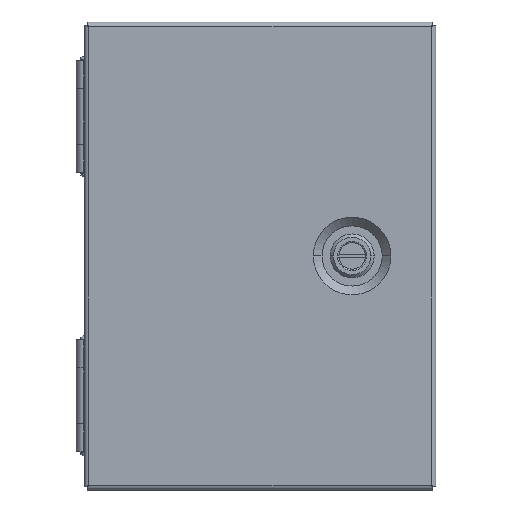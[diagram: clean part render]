
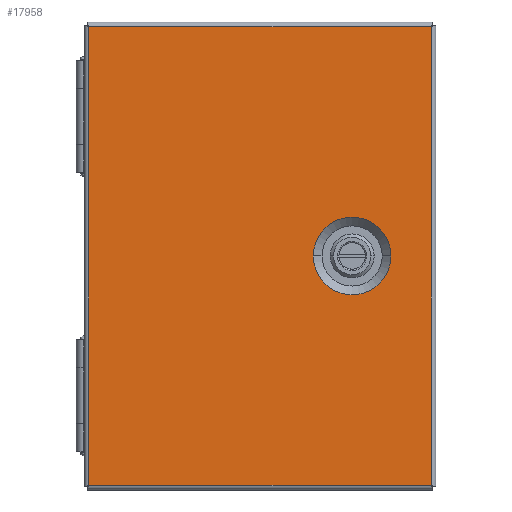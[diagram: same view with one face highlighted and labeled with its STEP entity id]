
A CAD part, top view. The second image highlights one B-rep face of the part: STEP entity #17958.
In plain terms, the highlighted planar face has unit normal (0, 0, 1).
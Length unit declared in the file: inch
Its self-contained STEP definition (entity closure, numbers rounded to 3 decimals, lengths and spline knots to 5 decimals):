
#21 = FACE_BOUND ( 'NONE', #16834, .T. ) ;
#2891 = CARTESIAN_POINT ( 'NONE',  ( 0.93361, 0.0005, 4.118 ) ) ;
#2991 = AXIS2_PLACEMENT_3D ( 'NONE', #17242, #12503, #18808 ) ;
#3099 = VERTEX_POINT ( 'NONE', #8716 ) ;
#4247 = CIRCLE ( 'NONE', #8870, 0.69489 ) ;
#4502 = CARTESIAN_POINT ( 'NONE',  ( 3.0425, -4.1035, 4.118 ) ) ;
#4629 = AXIS2_PLACEMENT_3D ( 'NONE', #12811, #12613, #4954 ) ;
#4638 = CARTESIAN_POINT ( 'NONE',  ( 1.6285, 0.0005, 4.118 ) ) ;
#4954 = DIRECTION ( 'NONE',  ( 1., 0., 0. ) ) ;
#5238 = CARTESIAN_POINT ( 'NONE',  ( 2.32339, 0.0005, 4.118 ) ) ;
#5883 = CARTESIAN_POINT ( 'NONE',  ( -3.0855, -4.1035, 4.118 ) ) ;
#6552 = VERTEX_POINT ( 'NONE', #5883 ) ;
#6913 = CARTESIAN_POINT ( 'NONE',  ( 3.0425, -4.1035, 4.118 ) ) ;
#7614 = ORIENTED_EDGE ( 'NONE', *, *, #15700, .T. ) ;
#8017 = EDGE_LOOP ( 'NONE', ( #12789, #13546, #16879, #16923 ) ) ;
#8040 = LINE ( 'NONE', #9385, #20075 ) ;
#8227 = LINE ( 'NONE', #16076, #18917 ) ;
#8516 = VECTOR ( 'NONE', #19415, 39.37008 ) ;
#8530 = ORIENTED_EDGE ( 'NONE', *, *, #17870, .T. ) ;
#8716 = CARTESIAN_POINT ( 'NONE',  ( -3.0855, 4.1045, 4.118 ) ) ;
#8870 = AXIS2_PLACEMENT_3D ( 'NONE', #4638, #10946, #12706 ) ;
#8966 = VERTEX_POINT ( 'NONE', #5238 ) ;
#9385 = CARTESIAN_POINT ( 'NONE',  ( 3.0425, -4.1035, 4.118 ) ) ;
#9484 = DIRECTION ( 'NONE',  ( 0., 1., 0. ) ) ;
#9854 = CARTESIAN_POINT ( 'NONE',  ( 3.0425, 4.1045, 4.118 ) ) ;
#9966 = LINE ( 'NONE', #9854, #12030 ) ;
#10946 = DIRECTION ( 'NONE',  ( 0., 0., -1. ) ) ;
#11588 = EDGE_CURVE ( 'NONE', #17227, #14641, #8040, .T. ) ;
#12030 = VECTOR ( 'NONE', #19361, 39.37008 ) ;
#12503 = DIRECTION ( 'NONE',  ( 0., 0., 1. ) ) ;
#12613 = DIRECTION ( 'NONE',  ( 0., 0., -1. ) ) ;
#12706 = DIRECTION ( 'NONE',  ( 1., 0., 0. ) ) ;
#12789 = ORIENTED_EDGE ( 'NONE', *, *, #18989, .T. ) ;
#12811 = CARTESIAN_POINT ( 'NONE',  ( 1.6285, 0.0005, 4.118 ) ) ;
#13397 = CARTESIAN_POINT ( 'NONE',  ( 3.0425, 4.1045, 4.118 ) ) ;
#13546 = ORIENTED_EDGE ( 'NONE', *, *, #19775, .T. ) ;
#14050 = PLANE ( 'NONE',  #2991 ) ;
#14641 = VERTEX_POINT ( 'NONE', #13397 ) ;
#15602 = FACE_OUTER_BOUND ( 'NONE', #8017, .T. ) ;
#15700 = EDGE_CURVE ( 'NONE', #16839, #8966, #4247, .T. ) ;
#15807 = EDGE_CURVE ( 'NONE', #6552, #17227, #16534, .T. ) ;
#16076 = CARTESIAN_POINT ( 'NONE',  ( -3.0855, -4.1035, 4.118 ) ) ;
#16184 = DIRECTION ( 'NONE',  ( 0., -1., 0. ) ) ;
#16534 = LINE ( 'NONE', #6913, #8516 ) ;
#16834 = EDGE_LOOP ( 'NONE', ( #8530, #7614 ) ) ;
#16839 = VERTEX_POINT ( 'NONE', #2891 ) ;
#16879 = ORIENTED_EDGE ( 'NONE', *, *, #15807, .T. ) ;
#16923 = ORIENTED_EDGE ( 'NONE', *, *, #11588, .T. ) ;
#17170 = CIRCLE ( 'NONE', #4629, 0.69489 ) ;
#17227 = VERTEX_POINT ( 'NONE', #4502 ) ;
#17242 = CARTESIAN_POINT ( 'NONE',  ( 3.0425, -4.1035, 4.118 ) ) ;
#17870 = EDGE_CURVE ( 'NONE', #8966, #16839, #17170, .T. ) ;
#17958 = ADVANCED_FACE ( 'NONE', ( #21, #15602 ), #14050, .T. ) ;
#18808 = DIRECTION ( 'NONE',  ( 1., 0., 0. ) ) ;
#18917 = VECTOR ( 'NONE', #16184, 39.37008 ) ;
#18989 = EDGE_CURVE ( 'NONE', #14641, #3099, #9966, .T. ) ;
#19361 = DIRECTION ( 'NONE',  ( -1., 0., 0. ) ) ;
#19415 = DIRECTION ( 'NONE',  ( 1., 0., 0. ) ) ;
#19775 = EDGE_CURVE ( 'NONE', #3099, #6552, #8227, .T. ) ;
#20075 = VECTOR ( 'NONE', #9484, 39.37008 ) ;
